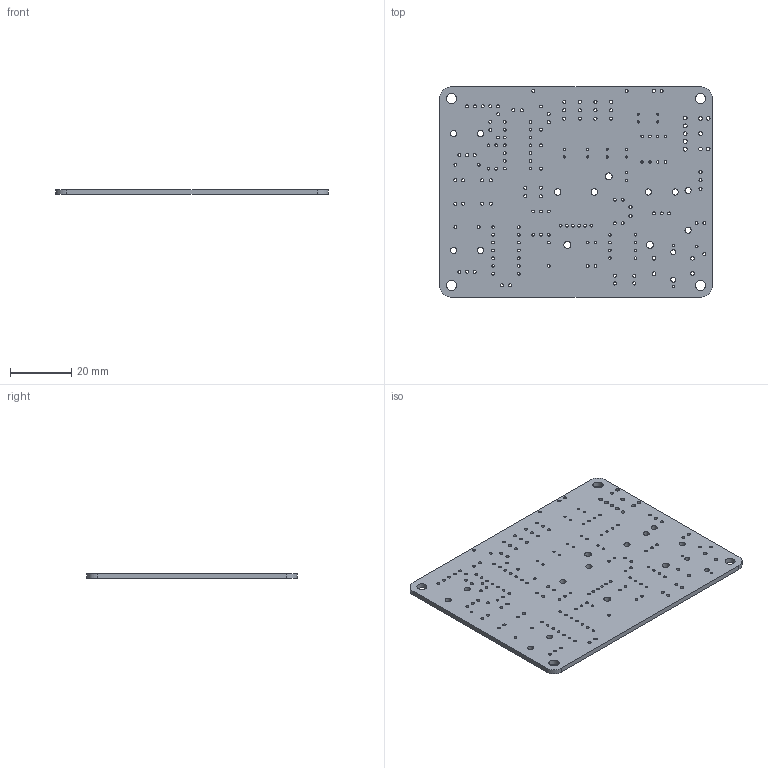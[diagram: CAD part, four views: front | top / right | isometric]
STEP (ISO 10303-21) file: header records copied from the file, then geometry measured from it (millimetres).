
FILE_DESCRIPTION(('KiCad electronic assembly'),'2;1');
FILE_NAME('kicadBoard.step','2022-11-06T03:55:57',('Pcbnew'),('Kicad'), 'Open CASCADE STEP processor 7.6','KiCad to STEP converter','Unknown' );
FILE_SCHEMA(('AUTOMOTIVE_DESIGN { 1 0 10303 214 1 1 1 1 }'));
Length unit declared in the file: millimetre
Products named in the file (2): kicadBoard 1; kicadBoard PCB
Assembly tree (1 placements, depth 2):
  kicadBoard 1
    kicadBoard PCB
Bounding box: 88.9 x 68.58 x 1.6 mm (x, y, z)
Volume: 9410.4 mm3; surface area: 13289.8 mm2
Topology: 1 solids, 1 shells, 202 faces, 600 edges, 400 vertices
Faces by surface type: cylinder 196, plane 6
Full cylindrical faces by diameter (mm): 0.7 x14, 0.8 x2, 0.813 x16, 0.864 x28, 0.9 x38, 1 x9, 1.016 x52, 1.2 x9, 1.3 x5, 1.6 x2, 2 x6, 2.032 x2, 2.1 x2, 2.286 x3, 3.302 x4
Entity records: 16807 total; most frequent: CARTESIAN_POINT 4756, DIRECTION 2208, ORIENTED_EDGE 1200, PCURVE 1200, DEFINITIONAL_REPRESENTATION 1200, LINE 1016, VECTOR 1016, EDGE_CURVE 600
